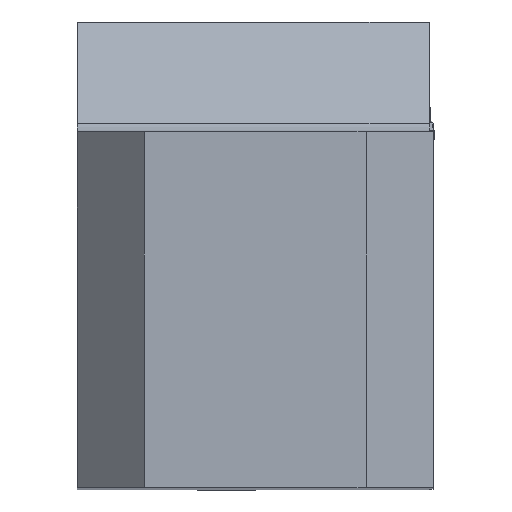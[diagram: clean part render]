
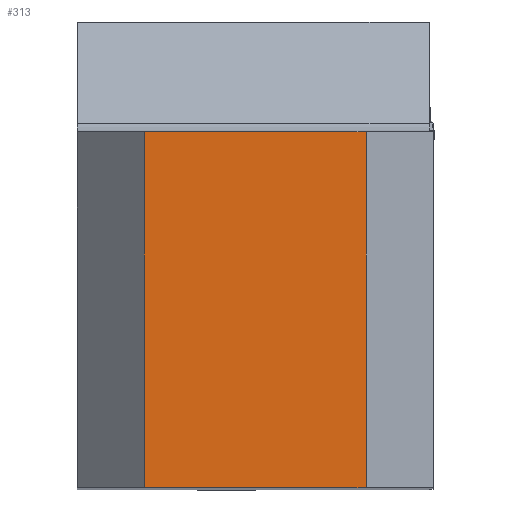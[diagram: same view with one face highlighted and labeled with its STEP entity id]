
A CAD part, top view. The second image highlights one B-rep face of the part: STEP entity #313.
In plain terms, the highlighted planar face has unit normal (0, 0, 1).
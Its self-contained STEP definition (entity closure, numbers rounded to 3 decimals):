
#313=ADVANCED_FACE('CU_BACK_SU1',(#478),#416,.F.);
#416=PLANE('',#2160);
#478=FACE_OUTER_BOUND('',#589,.T.);
#589=EDGE_LOOP('',(#835,#836,#837,#838));
#835=ORIENTED_EDGE('',*,*,#1548,.F.);
#836=ORIENTED_EDGE('',*,*,#1549,.T.);
#837=ORIENTED_EDGE('',*,*,#1550,.T.);
#838=ORIENTED_EDGE('',*,*,#1512,.T.);
#1315=VERTEX_POINT('',#2890);
#1316=VERTEX_POINT('',#2892);
#1334=VERTEX_POINT('',#2962);
#1335=VERTEX_POINT('',#2964);
#1512=EDGE_CURVE('',#1316,#1315,#1788,.T.);
#1548=EDGE_CURVE('',#1334,#1315,#1816,.T.);
#1549=EDGE_CURVE('',#1334,#1335,#1817,.T.);
#1550=EDGE_CURVE('',#1335,#1316,#1818,.T.);
#1788=LINE('',#2891,#1950);
#1816=LINE('',#2961,#1978);
#1817=LINE('',#2963,#1979);
#1818=LINE('',#2965,#1980);
#1950=VECTOR('',#2365,1.);
#1978=VECTOR('',#2441,1.);
#1979=VECTOR('',#2442,1.);
#1980=VECTOR('',#2443,1.);
#2160=AXIS2_PLACEMENT_3D('',#2966,#2444,#2445);
#2365=DIRECTION('',(1.,0.,0.));
#2441=DIRECTION('',(0.,-1.,0.));
#2442=DIRECTION('',(-1.,0.,0.));
#2443=DIRECTION('',(0.,-1.,0.));
#2444=DIRECTION('',(0.,0.,-1.));
#2445=DIRECTION('',(1.,0.,0.));
#2890=CARTESIAN_POINT('',(12.925,0.,0.));
#2891=CARTESIAN_POINT('',(-22.796,0.,0.));
#2892=CARTESIAN_POINT('',(3.,0.,0.));
#2961=CARTESIAN_POINT('',(12.925,0.,0.));
#2962=CARTESIAN_POINT('',(12.925,15.925,0.));
#2963=CARTESIAN_POINT('',(-22.796,15.925,0.));
#2964=CARTESIAN_POINT('',(3.,15.925,0.));
#2965=CARTESIAN_POINT('',(3.,0.,0.));
#2966=CARTESIAN_POINT('',(-22.796,35.925,0.));
